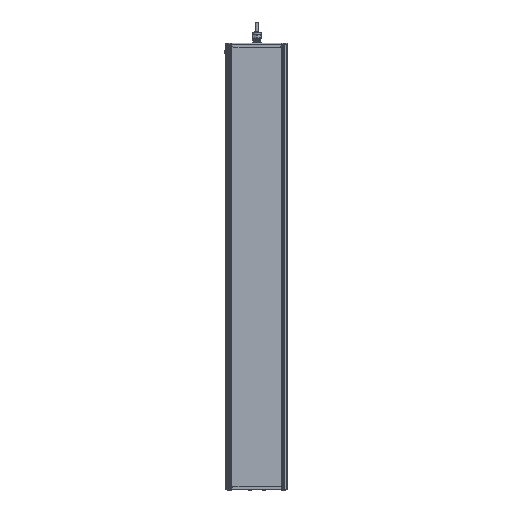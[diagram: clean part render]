
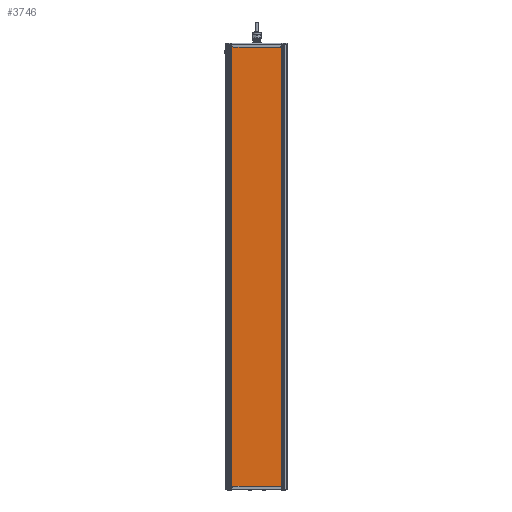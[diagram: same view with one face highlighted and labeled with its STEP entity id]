
A CAD part, front view. The second image highlights one B-rep face of the part: STEP entity #3746.
In plain terms, the highlighted face is planar.
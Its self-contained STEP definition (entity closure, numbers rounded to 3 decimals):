
#3746=ADVANCED_FACE('',(#10181),#10183,.T.);
#10181=FACE_BOUND('',#10182,.T.);
#10182=EDGE_LOOP('',(#38604,#38605,#38606,#38607));
#10183=PLANE('',#10184);
#10184=AXIS2_PLACEMENT_3D('',#10185,#10186,#10187);
#10185=CARTESIAN_POINT('',(2111.497,401.002,-34.582));
#10186=DIRECTION('',(0.,0.,-1.));
#10187=DIRECTION('',(0.,1.,0.));
#38604=ORIENTED_EDGE('',*,*,#44038,.F.);
#38605=ORIENTED_EDGE('',*,*,#44037,.T.);
#38606=ORIENTED_EDGE('',*,*,#44039,.F.);
#38607=ORIENTED_EDGE('',*,*,#44029,.F.);
#44029=EDGE_CURVE('',#48183,#48186,#48187,.T.);
#44037=EDGE_CURVE('',#48196,#48198,#48200,.T.);
#44038=EDGE_CURVE('',#48196,#48183,#48201,.T.);
#44039=EDGE_CURVE('',#48186,#48198,#48202,.T.);
#48183=VERTEX_POINT('',#56989);
#48186=VERTEX_POINT('',#56994);
#48187=LINE('',#56995,#56996);
#48196=VERTEX_POINT('',#57016);
#48198=VERTEX_POINT('',#57020);
#48200=LINE('',#57024,#57025);
#48201=LINE('',#57027,#57028);
#48202=LINE('',#57030,#57031);
#56989=CARTESIAN_POINT('',(2111.497,401.002,-34.582));
#56994=CARTESIAN_POINT('',(3457.497,401.002,-34.582));
#56995=CARTESIAN_POINT('',(2111.497,401.002,-34.582));
#56996=VECTOR('',#56997,1.);
#56997=DIRECTION('',(1.,0.,0.));
#57016=CARTESIAN_POINT('',(2111.497,565.13,-34.582));
#57020=CARTESIAN_POINT('',(3457.497,565.13,-34.582));
#57024=CARTESIAN_POINT('',(2111.497,565.13,-34.582));
#57025=VECTOR('',#57026,1.);
#57026=DIRECTION('',(1.,0.,0.));
#57027=CARTESIAN_POINT('',(2111.497,565.13,-34.582));
#57028=VECTOR('',#57029,1.);
#57029=DIRECTION('',(0.,-1.,0.));
#57030=CARTESIAN_POINT('',(3457.497,401.002,-34.582));
#57031=VECTOR('',#57032,1.);
#57032=DIRECTION('',(0.,1.,0.));
